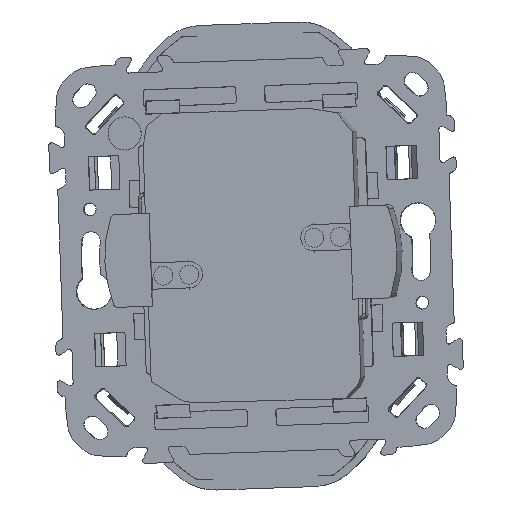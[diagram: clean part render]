
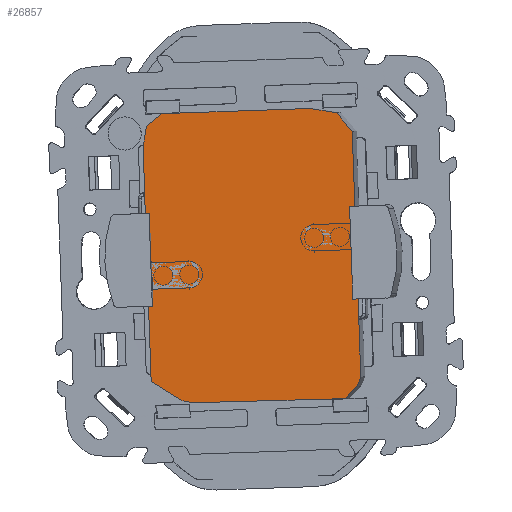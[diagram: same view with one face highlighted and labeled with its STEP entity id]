
A CAD part, front view. The second image highlights one B-rep face of the part: STEP entity #26857.
In plain terms, the highlighted face is planar.
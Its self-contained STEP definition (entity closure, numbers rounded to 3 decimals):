
#122 = FACE_OUTER_BOUND ( 'NONE', #26140, .T. ) ;
#595 = VERTEX_POINT ( 'NONE', #3772 ) ;
#850 = VECTOR ( 'NONE', #28321, 1000. ) ;
#1064 = VECTOR ( 'NONE', #9314, 1000. ) ;
#1105 = LINE ( 'NONE', #8314, #27036 ) ;
#1619 = CARTESIAN_POINT ( 'NONE',  ( -15.209, -26.348, -22.945 ) ) ;
#2003 = VECTOR ( 'NONE', #30808, 1000. ) ;
#2046 = VERTEX_POINT ( 'NONE', #37218 ) ;
#2329 = CARTESIAN_POINT ( 'NONE',  ( 19.628, 20.939, -21.728 ) ) ;
#2698 = LINE ( 'NONE', #23144, #7730 ) ;
#3022 = ORIENTED_EDGE ( 'NONE', *, *, #22708, .T. ) ;
#3025 = CARTESIAN_POINT ( 'NONE',  ( -18.188, 21.926, -23.049 ) ) ;
#3772 = CARTESIAN_POINT ( 'NONE',  ( 14.066, -25.752, -21.922 ) ) ;
#4038 = CARTESIAN_POINT ( 'NONE',  ( 14.066, -25.752, -21.922 ) ) ;
#4097 = EDGE_CURVE ( 'NONE', #27623, #35925, #16658, .T. ) ;
#4489 = ORIENTED_EDGE ( 'NONE', *, *, #19205, .T. ) ;
#4677 = VERTEX_POINT ( 'NONE', #2329 ) ;
#4841 = CARTESIAN_POINT ( 'NONE',  ( 19.751, 14.698, -21.724 ) ) ;
#5123 = CARTESIAN_POINT ( 'NONE',  ( 14.54, -25.525, -21.906 ) ) ;
#5491 = EDGE_CURVE ( 'NONE', #35500, #595, #26943, .T. ) ;
#5814 = EDGE_CURVE ( 'NONE', #33412, #35500, #22952, .T. ) ;
#6070 = EDGE_CURVE ( 'NONE', #595, #15795, #7773, .T. ) ;
#7024 = VECTOR ( 'NONE', #43815, 1000. ) ;
#7391 = AXIS2_PLACEMENT_3D ( 'NONE', #8876, #36284, #39130 ) ;
#7730 = VECTOR ( 'NONE', #16852, 1000. ) ;
#7773 = LINE ( 'NONE', #4038, #15958 ) ;
#8212 = ORIENTED_EDGE ( 'NONE', *, *, #38824, .T. ) ;
#8314 = CARTESIAN_POINT ( 'NONE',  ( -18.188, -22.545, -23.049 ) ) ;
#8495 = ORIENTED_EDGE ( 'NONE', *, *, #5491, .T. ) ;
#8619 = LINE ( 'NONE', #22784, #40751 ) ;
#8874 = ORIENTED_EDGE ( 'NONE', *, *, #12616, .T. ) ;
#8876 = CARTESIAN_POINT ( 'NONE',  ( 0.782, 0., -22.386 ) ) ;
#9008 = VECTOR ( 'NONE', #30144, 1000. ) ;
#9314 = DIRECTION ( 'NONE',  ( -0.902, -0.431, -0.031 ) ) ;
#9517 = EDGE_CURVE ( 'NONE', #34677, #29085, #24064, .T. ) ;
#10597 = CARTESIAN_POINT ( 'NONE',  ( -15.471, 25.408, -22.954 ) ) ;
#12616 = EDGE_CURVE ( 'NONE', #22799, #33412, #15986, .T. ) ;
#12905 = DIRECTION ( 'NONE',  ( 0.999, 0., 0.035 ) ) ;
#14296 = ORIENTED_EDGE ( 'NONE', *, *, #6070, .T. ) ;
#14516 = ORIENTED_EDGE ( 'NONE', *, *, #19207, .T. ) ;
#14889 = CARTESIAN_POINT ( 'NONE',  ( 12.161, -26.131, -21.989 ) ) ;
#14893 = ORIENTED_EDGE ( 'NONE', *, *, #43521, .T. ) ;
#15274 = DIRECTION ( 'NONE',  ( 0., 1., 0. ) ) ;
#15597 = PLANE ( 'NONE',  #7391 ) ;
#15703 = VERTEX_POINT ( 'NONE', #22636 ) ;
#15795 = VERTEX_POINT ( 'NONE', #14889 ) ;
#15958 = VECTOR ( 'NONE', #18898, 1000. ) ;
#15986 = LINE ( 'NONE', #4841, #9008 ) ;
#16658 = LINE ( 'NONE', #24080, #29899 ) ;
#16852 = DIRECTION ( 'NONE',  ( 0.19, -0.982, 0.007 ) ) ;
#17769 = VERTEX_POINT ( 'NONE', #1619 ) ;
#18898 = DIRECTION ( 'NONE',  ( -0.98, -0.195, -0.034 ) ) ;
#19205 = EDGE_CURVE ( 'NONE', #35925, #19888, #1105, .T. ) ;
#19207 = EDGE_CURVE ( 'NONE', #15795, #17769, #25483, .T. ) ;
#19888 = VERTEX_POINT ( 'NONE', #21981 ) ;
#20999 = EDGE_CURVE ( 'NONE', #19888, #34677, #38323, .T. ) ;
#21981 = CARTESIAN_POINT ( 'NONE',  ( -18.188, 21.926, -23.049 ) ) ;
#22277 = DIRECTION ( 'NONE',  ( -0.712, 0.701, -0.025 ) ) ;
#22311 = CARTESIAN_POINT ( 'NONE',  ( 19.751, -22.04, -21.724 ) ) ;
#22636 = CARTESIAN_POINT ( 'NONE',  ( 16.16, 26.348, -21.849 ) ) ;
#22708 = EDGE_CURVE ( 'NONE', #2046, #4677, #2698, .T. ) ;
#22784 = CARTESIAN_POINT ( 'NONE',  ( 16.16, 26.348, -21.849 ) ) ;
#22799 = VERTEX_POINT ( 'NONE', #35656 ) ;
#22952 = LINE ( 'NONE', #44079, #36681 ) ;
#23144 = CARTESIAN_POINT ( 'NONE',  ( 19.006, 24.151, -21.75 ) ) ;
#24064 = LINE ( 'NONE', #10597, #2003 ) ;
#24080 = CARTESIAN_POINT ( 'NONE',  ( -17.405, -24.184, -23.021 ) ) ;
#25280 = ORIENTED_EDGE ( 'NONE', *, *, #4097, .T. ) ;
#25483 = LINE ( 'NONE', #36642, #7024 ) ;
#26140 = EDGE_LOOP ( 'NONE', ( #3022, #31581, #8874, #38734, #8495, #14296, #14516, #8212, #25280, #4489, #38996, #44431, #14893, #45559 ) ) ;
#26206 = LINE ( 'NONE', #40366, #40748 ) ;
#26857 = ADVANCED_FACE ( 'NONE', ( #122 ), #15597, .F. ) ;
#26943 = LINE ( 'NONE', #5123, #1064 ) ;
#27036 = VECTOR ( 'NONE', #15274, 1000. ) ;
#27623 = VERTEX_POINT ( 'NONE', #28063 ) ;
#28063 = CARTESIAN_POINT ( 'NONE',  ( -17.405, -24.184, -23.021 ) ) ;
#28321 = DIRECTION ( 'NONE',  ( 0.615, 0.788, 0.021 ) ) ;
#29085 = VERTEX_POINT ( 'NONE', #30347 ) ;
#29899 = VECTOR ( 'NONE', #31045, 1000. ) ;
#30144 = DIRECTION ( 'NONE',  ( 0., -1., 0. ) ) ;
#30347 = CARTESIAN_POINT ( 'NONE',  ( -10.618, 26.348, -22.784 ) ) ;
#30547 = LINE ( 'NONE', #44714, #35185 ) ;
#30808 = DIRECTION ( 'NONE',  ( 0.981, 0.19, 0.034 ) ) ;
#31045 = DIRECTION ( 'NONE',  ( -0.431, 0.902, -0.015 ) ) ;
#31458 = CARTESIAN_POINT ( 'NONE',  ( -18.188, -22.545, -23.049 ) ) ;
#31518 = VECTOR ( 'NONE', #45089, 1000. ) ;
#31581 = ORIENTED_EDGE ( 'NONE', *, *, #32001, .T. ) ;
#32001 = EDGE_CURVE ( 'NONE', #4677, #22799, #45317, .T. ) ;
#33265 = CARTESIAN_POINT ( 'NONE',  ( -15.471, 25.408, -22.954 ) ) ;
#33391 = DIRECTION ( 'NONE',  ( -0.831, -0.556, -0.029 ) ) ;
#33412 = VERTEX_POINT ( 'NONE', #22311 ) ;
#34677 = VERTEX_POINT ( 'NONE', #33265 ) ;
#35185 = VECTOR ( 'NONE', #12905, 1000. ) ;
#35500 = VERTEX_POINT ( 'NONE', #40817 ) ;
#35656 = CARTESIAN_POINT ( 'NONE',  ( 19.751, 14.698, -21.724 ) ) ;
#35925 = VERTEX_POINT ( 'NONE', #31458 ) ;
#36284 = DIRECTION ( 'NONE',  ( -0.035, 0., 0.999 ) ) ;
#36642 = CARTESIAN_POINT ( 'NONE',  ( 12.161, -26.131, -21.989 ) ) ;
#36681 = VECTOR ( 'NONE', #33391, 1000. ) ;
#36935 = DIRECTION ( 'NONE',  ( 0.791, -0.611, 0.028 ) ) ;
#37218 = CARTESIAN_POINT ( 'NONE',  ( 19.006, 24.151, -21.75 ) ) ;
#37735 = EDGE_CURVE ( 'NONE', #15703, #2046, #8619, .T. ) ;
#38323 = LINE ( 'NONE', #3025, #850 ) ;
#38734 = ORIENTED_EDGE ( 'NONE', *, *, #5814, .T. ) ;
#38824 = EDGE_CURVE ( 'NONE', #17769, #27623, #26206, .T. ) ;
#38996 = ORIENTED_EDGE ( 'NONE', *, *, #20999, .T. ) ;
#39130 = DIRECTION ( 'NONE',  ( -0.999, 0., -0.035 ) ) ;
#40366 = CARTESIAN_POINT ( 'NONE',  ( -15.209, -26.348, -22.945 ) ) ;
#40748 = VECTOR ( 'NONE', #22277, 1000. ) ;
#40751 = VECTOR ( 'NONE', #36935, 1000. ) ;
#40817 = CARTESIAN_POINT ( 'NONE',  ( 14.54, -25.525, -21.906 ) ) ;
#41595 = CARTESIAN_POINT ( 'NONE',  ( 19.628, 20.939, -21.728 ) ) ;
#43521 = EDGE_CURVE ( 'NONE', #29085, #15703, #30547, .T. ) ;
#43815 = DIRECTION ( 'NONE',  ( -0.999, -0.008, -0.035 ) ) ;
#44079 = CARTESIAN_POINT ( 'NONE',  ( 19.751, -22.04, -21.724 ) ) ;
#44431 = ORIENTED_EDGE ( 'NONE', *, *, #9517, .T. ) ;
#44714 = CARTESIAN_POINT ( 'NONE',  ( -10.618, 26.348, -22.784 ) ) ;
#45089 = DIRECTION ( 'NONE',  ( 0.02, -1., 0.001 ) ) ;
#45317 = LINE ( 'NONE', #41595, #31518 ) ;
#45559 = ORIENTED_EDGE ( 'NONE', *, *, #37735, .T. ) ;
